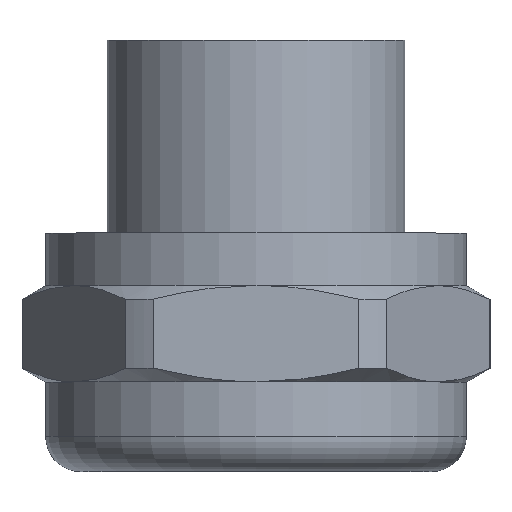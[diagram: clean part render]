
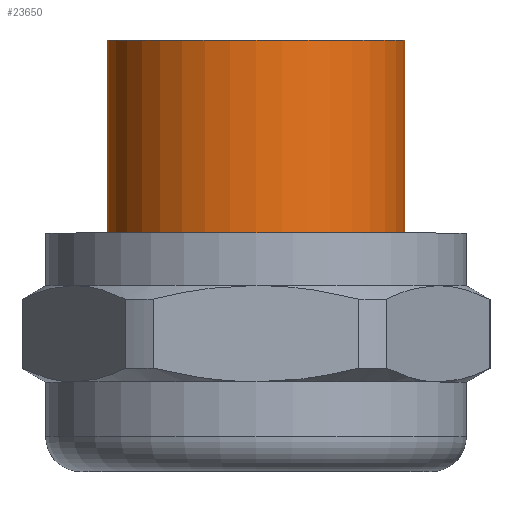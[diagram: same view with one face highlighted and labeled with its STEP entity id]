
A CAD part, top view. The second image highlights one B-rep face of the part: STEP entity #23650.
In plain terms, the highlighted cylindrical face has radius 8.5 mm (diameter 17 mm), a partial arc.
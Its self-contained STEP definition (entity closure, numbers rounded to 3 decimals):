
#21920=CARTESIAN_POINT('',(0.,0.,24.6));
#21930=DIRECTION('',(0.,0.,1.));
#21940=DIRECTION('',(1.,0.,0.));
#21950=AXIS2_PLACEMENT_3D('',#21920,#21930,#21940);
#21960=CIRCLE('',#21950,8.5);
#21970=CARTESIAN_POINT('',(-8.5,0.,24.6));
#21980=VERTEX_POINT('',#21970);
#21990=CARTESIAN_POINT('',(8.5,0.,24.6));
#22000=VERTEX_POINT('',#21990);
#22010=EDGE_CURVE('',#21980,#22000,#21960,.T.);
#22330=CARTESIAN_POINT('',(8.5,0.,16.6));
#22340=DIRECTION('',(0.,0.,1.));
#22350=VECTOR('',#22340,1.);
#22360=LINE('',#22330,#22350);
#22370=CARTESIAN_POINT('',(8.5,0.,8.6));
#22380=VERTEX_POINT('',#22370);
#22390=EDGE_CURVE('',#22380,#22000,#22360,.T.);
#22430=CARTESIAN_POINT('',(-8.5,0.,16.6));
#22440=DIRECTION('',(0.,0.,1.));
#22450=VECTOR('',#22440,1.);
#22460=LINE('',#22430,#22450);
#22470=CARTESIAN_POINT('',(-8.5,0.,8.6));
#22480=VERTEX_POINT('',#22470);
#22490=EDGE_CURVE('',#22480,#21980,#22460,.T.);
#22510=CARTESIAN_POINT('',(0.,0.,8.6));
#22520=DIRECTION('',(0.,0.,1.));
#22530=DIRECTION('',(1.,0.,0.));
#22540=AXIS2_PLACEMENT_3D('',#22510,#22520,#22530);
#22550=CIRCLE('',#22540,8.5);
#22780=EDGE_CURVE('',#22480,#22380,#22550,.T.);
#23540=CARTESIAN_POINT('',(0.,0.,16.6));
#23550=DIRECTION('',(0.,0.,1.));
#23560=DIRECTION('',(1.,0.,0.));
#23570=AXIS2_PLACEMENT_3D('',#23540,#23550,#23560);
#23580=CYLINDRICAL_SURFACE('',#23570,8.5);
#23590=ORIENTED_EDGE('',*,*,#22780,.T.);
#23600=ORIENTED_EDGE('',*,*,#22490,.F.);
#23610=ORIENTED_EDGE('',*,*,#22010,.F.);
#23620=ORIENTED_EDGE('',*,*,#22390,.T.);
#23630=EDGE_LOOP('',(#23620,#23610,#23600,#23590));
#23640=FACE_OUTER_BOUND('',#23630,.T.);
#23650=ADVANCED_FACE('',(#23640),#23580,.T.);
